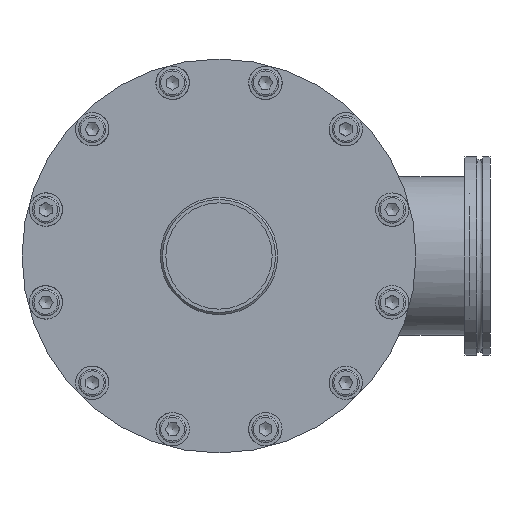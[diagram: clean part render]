
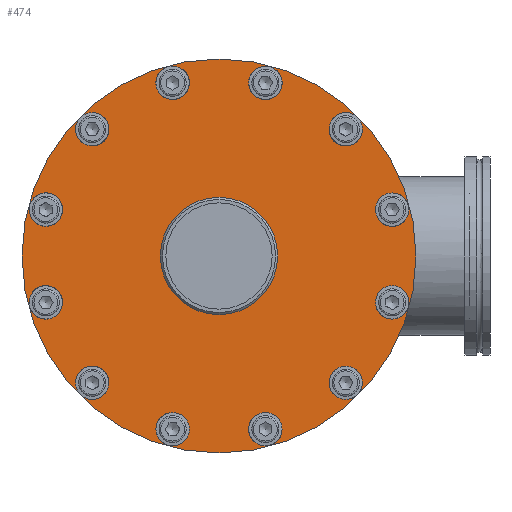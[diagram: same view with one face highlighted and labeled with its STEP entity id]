
A CAD part, front view. The second image highlights one B-rep face of the part: STEP entity #474.
In plain terms, the highlighted planar face has unit normal (0, -1, 0).
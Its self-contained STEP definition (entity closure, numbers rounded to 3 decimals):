
#200=CARTESIAN_POINT('',(-108.797,-304.,-24.329));
#201=VERTEX_POINT('',#200);
#202=CARTESIAN_POINT('',(-101.07,-304.,-22.258));
#203=DIRECTION('',(0.0,1.0,0.0));
#204=DIRECTION('',(0.0,0.0,-1.0));
#205=AXIS2_PLACEMENT_3D('',#202,#203,#204);
#206=CIRCLE('',#205,8.);
#207=EDGE_CURVE('',#201,#201,#206,.T.);
#228=CARTESIAN_POINT('',(-108.797,-304.,24.329));
#229=VERTEX_POINT('',#228);
#230=CARTESIAN_POINT('',(-101.07,-304.,22.258));
#231=DIRECTION('',(0.,1.0,0.));
#232=DIRECTION('',(-0.5,0.,-0.866));
#233=AXIS2_PLACEMENT_3D('',#230,#231,#232);
#234=CIRCLE('',#233,8.);
#235=EDGE_CURVE('',#229,#229,#234,.T.);
#256=CARTESIAN_POINT('',(-84.468,-304.,66.468));
#257=VERTEX_POINT('',#256);
#258=CARTESIAN_POINT('',(-78.811,-304.,60.811));
#259=DIRECTION('',(0.,1.0,0.));
#260=DIRECTION('',(-0.866,0.,-0.5));
#261=AXIS2_PLACEMENT_3D('',#258,#259,#260);
#262=CIRCLE('',#261,8.);
#263=EDGE_CURVE('',#257,#257,#262,.T.);
#284=CARTESIAN_POINT('',(-42.329,-304.,90.797));
#285=VERTEX_POINT('',#284);
#286=CARTESIAN_POINT('',(-40.258,-304.,83.07));
#287=DIRECTION('',(0.0,1.0,0.0));
#288=DIRECTION('',(-1.0,0.0,0.0));
#289=AXIS2_PLACEMENT_3D('',#286,#287,#288);
#290=CIRCLE('',#289,8.);
#291=EDGE_CURVE('',#285,#285,#290,.T.);
#312=CARTESIAN_POINT('',(6.329,-304.,90.797));
#313=VERTEX_POINT('',#312);
#314=CARTESIAN_POINT('',(4.258,-304.,83.07));
#315=DIRECTION('',(0.,1.0,0.));
#316=DIRECTION('',(-0.866,0.,0.5));
#317=AXIS2_PLACEMENT_3D('',#314,#315,#316);
#318=CIRCLE('',#317,8.);
#319=EDGE_CURVE('',#313,#313,#318,.T.);
#340=CARTESIAN_POINT('',(48.468,-304.,66.468));
#341=VERTEX_POINT('',#340);
#342=CARTESIAN_POINT('',(42.811,-304.,60.811));
#343=DIRECTION('',(0.,1.0,0.));
#344=DIRECTION('',(-0.5,0.,0.866));
#345=AXIS2_PLACEMENT_3D('',#342,#343,#344);
#346=CIRCLE('',#345,8.);
#347=EDGE_CURVE('',#341,#341,#346,.T.);
#363=CARTESIAN_POINT('',(-79.325,-304.,0.));
#364=DIRECTION('',(0.0,-1.0,0.0));
#365=DIRECTION('',(0.0,0.0,-1.0));
#366=AXIS2_PLACEMENT_3D('',#363,#364,#365);
#367=PLANE('',#366);
#368=CARTESIAN_POINT('',(76.5,-304.,0.));
#369=VERTEX_POINT('',#368);
#370=CARTESIAN_POINT('',(-18.,-304.,0.0));
#371=DIRECTION('',(0.0,1.0,0.0));
#372=DIRECTION('',(-1.0,0.0,0.0));
#373=AXIS2_PLACEMENT_3D('',#370,#371,#372);
#374=CIRCLE('',#373,94.5);
#375=EDGE_CURVE('',#369,#369,#374,.T.);
#376=ORIENTED_EDGE('',*,*,#375,.F.);
#377=EDGE_LOOP('',(#376));
#378=FACE_OUTER_BOUND('',#377,.T.);
#379=ORIENTED_EDGE('',*,*,#207,.T.);
#380=EDGE_LOOP('',(#379));
#381=FACE_BOUND('',#380,.T.);
#382=CARTESIAN_POINT('',(-84.468,-304.,-66.468));
#383=VERTEX_POINT('',#382);
#384=CARTESIAN_POINT('',(-78.811,-304.,-60.811));
#385=DIRECTION('',(0.,1.0,0.));
#386=DIRECTION('',(0.5,0.,-0.866));
#387=AXIS2_PLACEMENT_3D('',#384,#385,#386);
#388=CIRCLE('',#387,8.);
#389=EDGE_CURVE('',#383,#383,#388,.T.);
#390=ORIENTED_EDGE('',*,*,#389,.T.);
#391=EDGE_LOOP('',(#390));
#392=FACE_BOUND('',#391,.T.);
#393=ORIENTED_EDGE('',*,*,#235,.T.);
#394=EDGE_LOOP('',(#393));
#395=FACE_BOUND('',#394,.T.);
#396=CARTESIAN_POINT('',(-42.873,-304.,-75.509));
#397=VERTEX_POINT('',#396);
#398=CARTESIAN_POINT('',(-40.258,-304.,-83.07));
#399=DIRECTION('',(0.,1.0,0.));
#400=DIRECTION('',(0.866,0.,-0.5));
#401=AXIS2_PLACEMENT_3D('',#398,#399,#400);
#402=CIRCLE('',#401,8.);
#403=EDGE_CURVE('',#397,#397,#402,.T.);
#404=ORIENTED_EDGE('',*,*,#403,.T.);
#405=EDGE_LOOP('',(#404));
#406=FACE_BOUND('',#405,.T.);
#407=ORIENTED_EDGE('',*,*,#263,.T.);
#408=EDGE_LOOP('',(#407));
#409=FACE_BOUND('',#408,.T.);
#410=CARTESIAN_POINT('',(-1.786,-304.,-77.829));
#411=VERTEX_POINT('',#410);
#412=CARTESIAN_POINT('',(4.258,-304.,-83.07));
#413=DIRECTION('',(0.0,1.0,0.0));
#414=DIRECTION('',(1.0,0.0,0.0));
#415=AXIS2_PLACEMENT_3D('',#412,#413,#414);
#416=CIRCLE('',#415,8.);
#417=EDGE_CURVE('',#411,#411,#416,.T.);
#418=ORIENTED_EDGE('',*,*,#417,.T.);
#419=EDGE_LOOP('',(#418));
#420=FACE_BOUND('',#419,.T.);
#421=ORIENTED_EDGE('',*,*,#291,.T.);
#422=EDGE_LOOP('',(#421));
#423=FACE_BOUND('',#422,.T.);
#424=CARTESIAN_POINT('',(34.956,-304.,-59.295));
#425=VERTEX_POINT('',#424);
#426=CARTESIAN_POINT('',(42.811,-304.,-60.811));
#427=DIRECTION('',(0.,1.0,0.));
#428=DIRECTION('',(0.866,0.,0.5));
#429=AXIS2_PLACEMENT_3D('',#426,#427,#428);
#430=CIRCLE('',#429,8.);
#431=EDGE_CURVE('',#425,#425,#430,.T.);
#432=ORIENTED_EDGE('',*,*,#431,.T.);
#433=EDGE_LOOP('',(#432));
#434=FACE_BOUND('',#433,.T.);
#435=ORIENTED_EDGE('',*,*,#319,.T.);
#436=EDGE_LOOP('',(#435));
#437=FACE_BOUND('',#436,.T.);
#438=CARTESIAN_POINT('',(57.509,-304.,-24.873));
#439=VERTEX_POINT('',#438);
#440=CARTESIAN_POINT('',(65.07,-304.,-22.258));
#441=DIRECTION('',(0.,1.0,0.));
#442=DIRECTION('',(0.5,0.,0.866));
#443=AXIS2_PLACEMENT_3D('',#440,#441,#442);
#444=CIRCLE('',#443,8.);
#445=EDGE_CURVE('',#439,#439,#444,.T.);
#446=ORIENTED_EDGE('',*,*,#445,.T.);
#447=EDGE_LOOP('',(#446));
#448=FACE_BOUND('',#447,.T.);
#449=ORIENTED_EDGE('',*,*,#347,.T.);
#450=EDGE_LOOP('',(#449));
#451=FACE_BOUND('',#450,.T.);
#452=CARTESIAN_POINT('',(10.1,-304.,0.));
#453=VERTEX_POINT('',#452);
#454=CARTESIAN_POINT('',(-18.,-304.,0.));
#455=DIRECTION('',(0.0,-1.0,0.0));
#456=DIRECTION('',(-1.0,0.0,0.0));
#457=AXIS2_PLACEMENT_3D('',#454,#455,#456);
#458=CIRCLE('',#457,28.1);
#459=EDGE_CURVE('',#453,#453,#458,.T.);
#460=ORIENTED_EDGE('',*,*,#459,.F.);
#461=EDGE_LOOP('',(#460));
#462=FACE_BOUND('',#461,.T.);
#463=CARTESIAN_POINT('',(59.829,-304.,16.214));
#464=VERTEX_POINT('',#463);
#465=CARTESIAN_POINT('',(65.07,-304.,22.258));
#466=DIRECTION('',(0.0,1.0,0.0));
#467=DIRECTION('',(0.0,0.0,1.0));
#468=AXIS2_PLACEMENT_3D('',#465,#466,#467);
#469=CIRCLE('',#468,8.);
#470=EDGE_CURVE('',#464,#464,#469,.T.);
#471=ORIENTED_EDGE('',*,*,#470,.T.);
#472=EDGE_LOOP('',(#471));
#473=FACE_BOUND('',#472,.T.);
#474=ADVANCED_FACE('',(#378,#381,#392,#395,#406,#409,#420,#423,#434,#437,#448,#451,#462,#473),#367,.T.);
